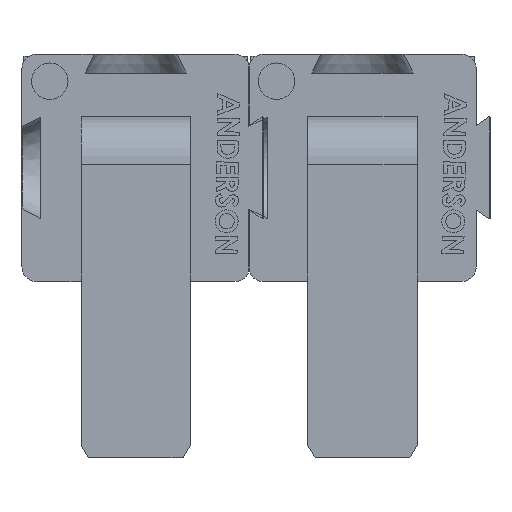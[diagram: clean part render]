
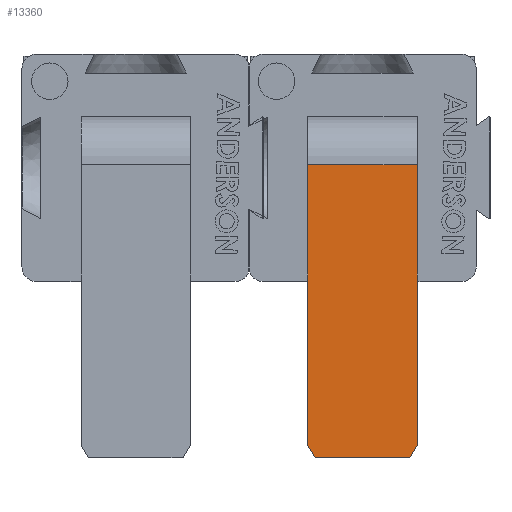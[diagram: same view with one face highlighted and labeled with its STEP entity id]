
A CAD part, front view. The second image highlights one B-rep face of the part: STEP entity #13360.
In plain terms, the highlighted planar face has unit normal (0, -1, 0).
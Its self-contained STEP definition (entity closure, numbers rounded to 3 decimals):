
#13160 = VERTEX_POINT('',#13161);
#13161 = CARTESIAN_POINT('',(5.616,-0.485,
    -5.548));
#13167 = EDGE_CURVE('',#13168,#13160,#13170,.T.);
#13168 = VERTEX_POINT('',#13169);
#13169 = CARTESIAN_POINT('',(2.314,-0.485,
    -5.548));
#13170 = LINE('',#13171,#13172);
#13171 = CARTESIAN_POINT('',(2.06,-0.485,
    -5.548));
#13172 = VECTOR('',#13173,1.);
#13173 = DIRECTION('',(1.,0.,0.));
#13278 = EDGE_CURVE('',#13279,#13168,#13281,.T.);
#13279 = VERTEX_POINT('',#13280);
#13280 = CARTESIAN_POINT('',(2.06,-0.485,
    -5.108));
#13281 = LINE('',#13282,#13283);
#13282 = CARTESIAN_POINT('',(2.06,-0.485,
    -5.108));
#13283 = VECTOR('',#13284,1.);
#13284 = DIRECTION('',(0.5,0.,-0.866));
#13342 = VERTEX_POINT('',#13343);
#13343 = CARTESIAN_POINT('',(5.87,-0.485,
    -5.108));
#13349 = EDGE_CURVE('',#13160,#13342,#13350,.T.);
#13350 = LINE('',#13351,#13352);
#13351 = CARTESIAN_POINT('',(5.616,-0.485,
    -5.548));
#13352 = VECTOR('',#13353,1.);
#13353 = DIRECTION('',(0.5,0.,0.866));
#13360 = ADVANCED_FACE('',(#13361),#13388,.F.);
#13361 = FACE_BOUND('',#13362,.T.);
#13362 = EDGE_LOOP('',(#13363,#13364,#13365,#13373,#13381,#13387));
#13363 = ORIENTED_EDGE('',*,*,#13167,.T.);
#13364 = ORIENTED_EDGE('',*,*,#13349,.T.);
#13365 = ORIENTED_EDGE('',*,*,#13366,.T.);
#13366 = EDGE_CURVE('',#13342,#13367,#13369,.T.);
#13367 = VERTEX_POINT('',#13368);
#13368 = CARTESIAN_POINT('',(5.87,-0.485,
    4.663));
#13369 = LINE('',#13370,#13371);
#13370 = CARTESIAN_POINT('',(5.87,-0.485,
    -5.548));
#13371 = VECTOR('',#13372,1.);
#13372 = DIRECTION('',(0.,0.,1.));
#13373 = ORIENTED_EDGE('',*,*,#13374,.T.);
#13374 = EDGE_CURVE('',#13367,#13375,#13377,.T.);
#13375 = VERTEX_POINT('',#13376);
#13376 = CARTESIAN_POINT('',(2.06,-0.485,
    4.663));
#13377 = LINE('',#13378,#13379);
#13378 = CARTESIAN_POINT('',(2.06,-0.485,
    4.663));
#13379 = VECTOR('',#13380,1.);
#13380 = DIRECTION('',(-1.,0.,0.));
#13381 = ORIENTED_EDGE('',*,*,#13382,.F.);
#13382 = EDGE_CURVE('',#13279,#13375,#13383,.T.);
#13383 = LINE('',#13384,#13385);
#13384 = CARTESIAN_POINT('',(2.06,-0.485,
    -5.548));
#13385 = VECTOR('',#13386,1.);
#13386 = DIRECTION('',(0.,0.,1.));
#13387 = ORIENTED_EDGE('',*,*,#13278,.T.);
#13388 = PLANE('',#13389);
#13389 = AXIS2_PLACEMENT_3D('',#13390,#13391,#13392);
#13390 = CARTESIAN_POINT('',(2.06,-0.485,
    -5.548));
#13391 = DIRECTION('',(0.,1.,0.));
#13392 = DIRECTION('',(1.,0.,0.));
